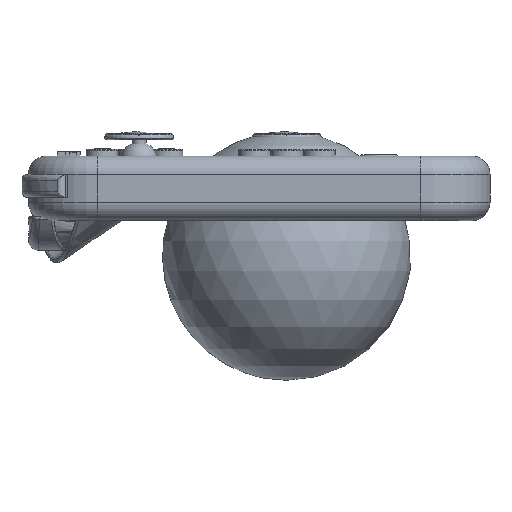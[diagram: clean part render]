
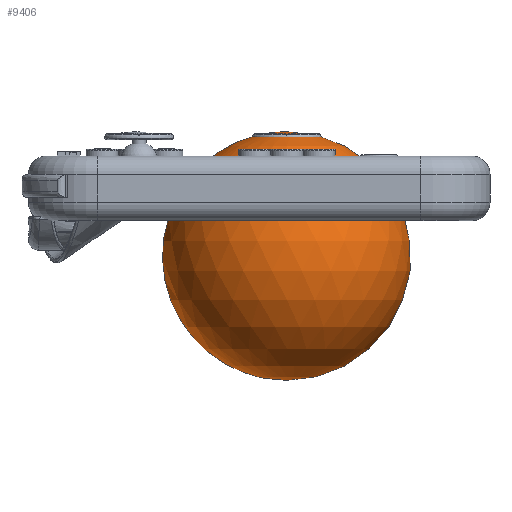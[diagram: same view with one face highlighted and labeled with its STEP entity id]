
A CAD part, front view. The second image highlights one B-rep face of the part: STEP entity #9406.
In plain terms, the highlighted spherical face has radius 26.92 mm.
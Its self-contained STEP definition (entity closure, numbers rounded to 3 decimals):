
#115=SPHERICAL_SURFACE('',#10200,26.92);
#314=B_SPLINE_CURVE_WITH_KNOTS('',3,(#16487,#16488,#16489,#16490,#16491,
#16492,#16493,#16494,#16495,#16496,#16497,#16498,#16499),.UNSPECIFIED.,
 .F.,.F.,(4,3,3,3,4),(37.345,40.165,42.986,
45.807,47.217),.UNSPECIFIED.);
#325=B_SPLINE_CURVE_WITH_KNOTS('',3,(#16681,#16682,#16683,#16684,#16685,
#16686,#16687,#16688,#16689,#16690,#16691,#16692,#16693,#16694,#16695,#16696,
#16697,#16698,#16699,#16700,#16701,#16702,#16703,#16704,#16705,#16706,#16707,
#16708,#16709,#16710,#16711),.UNSPECIFIED.,.F.,.F.,(4,3,3,3,3,3,3,3,3,3,
4),(47.217,48.628,51.451,54.273,
59.917,61.799,65.562,68.384,71.206,
74.028,76.85),.UNSPECIFIED.);
#705=CIRCLE('',#10201,26.92);
#706=CIRCLE('',#10202,26.92);
#1411=FACE_OUTER_BOUND('',#2012,.T.);
#2012=EDGE_LOOP('',(#7118,#7119,#7120,#7121,#7122,#7123));
#4092=VERTEX_POINT('',#16485);
#4093=VERTEX_POINT('',#16486);
#4115=VERTEX_POINT('',#17337);
#4116=VERTEX_POINT('',#17339);
#5174=EDGE_CURVE('',#4092,#4093,#314,.T.);
#5185=EDGE_CURVE('',#4093,#4092,#325,.T.);
#5208=EDGE_CURVE('',#4115,#4093,#705,.T.);
#5209=EDGE_CURVE('',#4093,#4116,#706,.T.);
#7118=ORIENTED_EDGE('',*,*,#5174,.T.);
#7119=ORIENTED_EDGE('',*,*,#5208,.F.);
#7120=ORIENTED_EDGE('',*,*,#5208,.T.);
#7121=ORIENTED_EDGE('',*,*,#5209,.T.);
#7122=ORIENTED_EDGE('',*,*,#5209,.F.);
#7123=ORIENTED_EDGE('',*,*,#5185,.T.);
#9406=ADVANCED_FACE('',(#1411),#115,.T.);
#10200=AXIS2_PLACEMENT_3D('',#17336,#11679,#11680);
#10201=AXIS2_PLACEMENT_3D('',#17338,#11681,#11682);
#10202=AXIS2_PLACEMENT_3D('',#17340,#11683,#11684);
#11679=DIRECTION('center_axis',(0.,0.,1.));
#11680=DIRECTION('ref_axis',(1.,0.001,0.));
#11681=DIRECTION('center_axis',(0.001,-1.,
0.));
#11682=DIRECTION('ref_axis',(-1.,-0.001,0.));
#11683=DIRECTION('center_axis',(0.001,-1.,
0.));
#11684=DIRECTION('ref_axis',(-1.,-0.001,0.));
#16485=CARTESIAN_POINT('',(55.741,-11.509,24.545));
#16486=CARTESIAN_POINT('',(49.477,-17.783,24.545));
#16487=CARTESIAN_POINT('Ctrl Pts',(55.741,-11.509,24.545));
#16488=CARTESIAN_POINT('Ctrl Pts',(54.803,-11.51,24.545));
#16489=CARTESIAN_POINT('Ctrl Pts',(53.866,-11.725,24.545));
#16490=CARTESIAN_POINT('Ctrl Pts',(53.021,-12.132,24.545));
#16491=CARTESIAN_POINT('Ctrl Pts',(52.177,-12.54,24.545));
#16492=CARTESIAN_POINT('Ctrl Pts',(51.425,-13.14,24.545));
#16493=CARTESIAN_POINT('Ctrl Pts',(50.841,-13.873,24.545));
#16494=CARTESIAN_POINT('Ctrl Pts',(50.257,-14.607,24.545));
#16495=CARTESIAN_POINT('Ctrl Pts',(49.841,-15.473,24.545));
#16496=CARTESIAN_POINT('Ctrl Pts',(49.633,-16.388,24.545));
#16497=CARTESIAN_POINT('Ctrl Pts',(49.529,-16.845,24.545));
#16498=CARTESIAN_POINT('Ctrl Pts',(49.478,-17.315,24.545));
#16499=CARTESIAN_POINT('Ctrl Pts',(49.478,-17.784,24.545));
#16681=CARTESIAN_POINT('Ctrl Pts',(49.478,-17.784,24.545));
#16682=CARTESIAN_POINT('Ctrl Pts',(49.478,-18.253,24.545));
#16683=CARTESIAN_POINT('Ctrl Pts',(49.531,-18.722,24.545));
#16684=CARTESIAN_POINT('Ctrl Pts',(49.636,-19.179,24.545));
#16685=CARTESIAN_POINT('Ctrl Pts',(49.845,-20.092,24.545));
#16686=CARTESIAN_POINT('Ctrl Pts',(50.263,-20.954,24.545));
#16687=CARTESIAN_POINT('Ctrl Pts',(50.848,-21.688,24.545));
#16688=CARTESIAN_POINT('Ctrl Pts',(51.433,-22.422,24.545));
#16689=CARTESIAN_POINT('Ctrl Pts',(52.186,-23.027,24.545));
#16690=CARTESIAN_POINT('Ctrl Pts',(53.031,-23.431,24.545));
#16691=CARTESIAN_POINT('Ctrl Pts',(54.72,-24.238,24.545));
#16692=CARTESIAN_POINT('Ctrl Pts',(56.78,-24.241,24.545));
#16693=CARTESIAN_POINT('Ctrl Pts',(58.471,-23.431,24.545));
#16694=CARTESIAN_POINT('Ctrl Pts',(59.035,-23.16,24.545));
#16695=CARTESIAN_POINT('Ctrl Pts',(59.557,-22.8,24.545));
#16696=CARTESIAN_POINT('Ctrl Pts',(60.015,-22.372,24.545));
#16697=CARTESIAN_POINT('Ctrl Pts',(60.929,-21.516,24.545));
#16698=CARTESIAN_POINT('Ctrl Pts',(61.582,-20.388,24.545));
#16699=CARTESIAN_POINT('Ctrl Pts',(61.86,-19.17,24.545));
#16700=CARTESIAN_POINT('Ctrl Pts',(62.068,-18.256,24.545));
#16701=CARTESIAN_POINT('Ctrl Pts',(62.066,-17.292,24.545));
#16702=CARTESIAN_POINT('Ctrl Pts',(61.856,-16.378,24.545));
#16703=CARTESIAN_POINT('Ctrl Pts',(61.646,-15.463,24.545));
#16704=CARTESIAN_POINT('Ctrl Pts',(61.229,-14.598,24.545));
#16705=CARTESIAN_POINT('Ctrl Pts',(60.644,-13.866,24.545));
#16706=CARTESIAN_POINT('Ctrl Pts',(60.059,-13.134,24.545));
#16707=CARTESIAN_POINT('Ctrl Pts',(59.306,-12.534,24.545));
#16708=CARTESIAN_POINT('Ctrl Pts',(58.461,-12.128,24.545));
#16709=CARTESIAN_POINT('Ctrl Pts',(57.616,-11.721,24.545));
#16710=CARTESIAN_POINT('Ctrl Pts',(56.679,-11.509,24.545));
#16711=CARTESIAN_POINT('Ctrl Pts',(55.741,-11.509,24.545));
#17336=CARTESIAN_POINT('Origin',(55.746,-17.778,-1.635));
#17337=CARTESIAN_POINT('',(55.746,-17.778,25.285));
#17338=CARTESIAN_POINT('Origin',(55.746,-17.778,-1.635));
#17339=CARTESIAN_POINT('',(55.746,-17.778,-28.555));
#17340=CARTESIAN_POINT('Origin',(55.746,-17.778,-1.635));
